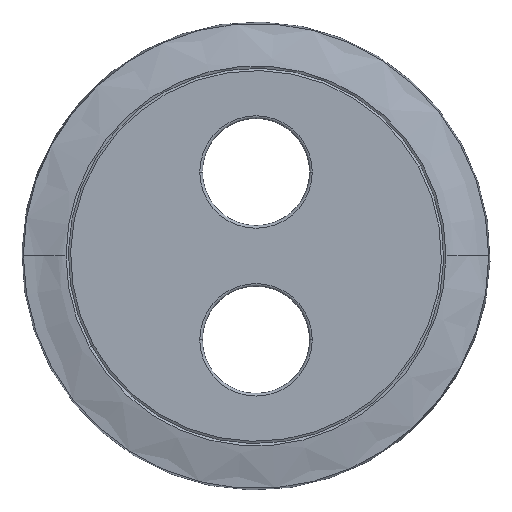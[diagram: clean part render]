
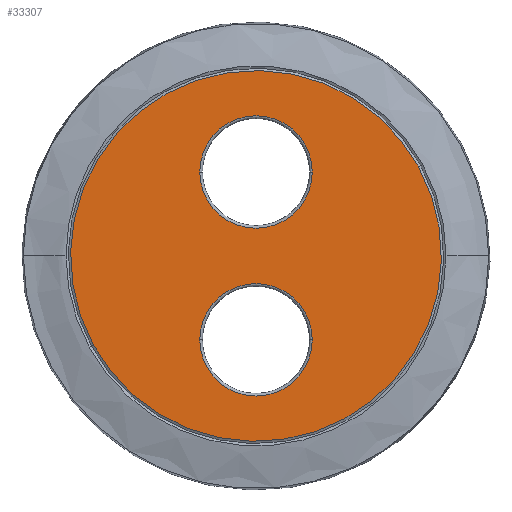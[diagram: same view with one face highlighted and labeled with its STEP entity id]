
A CAD part, top view. The second image highlights one B-rep face of the part: STEP entity #33307.
In plain terms, the highlighted planar face has unit normal (0, 0, 1).
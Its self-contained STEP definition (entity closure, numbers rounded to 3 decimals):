
#29223=AXIS2_PLACEMENT_3D('Circle Axis2P3D',#29221,#29222,$) ;
#29240=AXIS2_PLACEMENT_3D('Circle Axis2P3D',#29238,#29239,$) ;
#29271=AXIS2_PLACEMENT_3D('Circle Axis2P3D',#29269,#29270,$) ;
#29288=AXIS2_PLACEMENT_3D('Circle Axis2P3D',#29286,#29287,$) ;
#33279=AXIS2_PLACEMENT_3D('Plane Axis2P3D',#33276,#33277,#33278) ;
#33283=AXIS2_PLACEMENT_3D('Circle Axis2P3D',#33281,#33282,$) ;
#33292=AXIS2_PLACEMENT_3D('Circle Axis2P3D',#33290,#33291,$) ;
#29211=CARTESIAN_POINT('Vertex',(-6.366,-9.5,9.5)) ;
#29218=CARTESIAN_POINT('Vertex',(6.366,-9.5,9.5)) ;
#29221=CARTESIAN_POINT('Axis2P3D Location',(0.,-9.5,9.5)) ;
#29238=CARTESIAN_POINT('Axis2P3D Location',(0.,-9.5,9.5)) ;
#29259=CARTESIAN_POINT('Vertex',(-6.366,9.5,9.5)) ;
#29266=CARTESIAN_POINT('Vertex',(6.366,9.5,9.5)) ;
#29269=CARTESIAN_POINT('Axis2P3D Location',(0.,9.5,9.5)) ;
#29286=CARTESIAN_POINT('Axis2P3D Location',(0.,9.5,9.5)) ;
#33276=CARTESIAN_POINT('Axis2P3D Location',(0.,0.,9.5)) ;
#33281=CARTESIAN_POINT('Axis2P3D Location',(0.,0.,9.5)) ;
#33285=CARTESIAN_POINT('Vertex',(-18.421,-10.063,9.5)) ;
#33287=CARTESIAN_POINT('Vertex',(18.421,10.063,9.5)) ;
#33290=CARTESIAN_POINT('Axis2P3D Location',(0.,0.,9.5)) ;
#29222=DIRECTION('Axis2P3D Direction',(-0.,0.,-1.)) ;
#29239=DIRECTION('Axis2P3D Direction',(0.,0.,-1.)) ;
#29270=DIRECTION('Axis2P3D Direction',(-0.,0.,-1.)) ;
#29287=DIRECTION('Axis2P3D Direction',(0.,0.,-1.)) ;
#33277=DIRECTION('Axis2P3D Direction',(0.,0.,-1.)) ;
#33278=DIRECTION('Axis2P3D XDirection',(0.,1.,0.)) ;
#33282=DIRECTION('Axis2P3D Direction',(0.,0.,-1.)) ;
#33291=DIRECTION('Axis2P3D Direction',(0.,0.,-1.)) ;
#33296=ORIENTED_EDGE('',*,*,#33289,.F.) ;
#33297=ORIENTED_EDGE('',*,*,#33294,.F.) ;
#33300=ORIENTED_EDGE('',*,*,#29225,.T.) ;
#33301=ORIENTED_EDGE('',*,*,#29242,.T.) ;
#33304=ORIENTED_EDGE('',*,*,#29290,.T.) ;
#33305=ORIENTED_EDGE('',*,*,#29273,.T.) ;
#33302=FACE_BOUND('',#33299,.T.) ;
#33306=FACE_BOUND('',#33303,.T.) ;
#33307=ADVANCED_FACE('ED02512_A.1\\Corps principal Enjo JACK 3,5',(#33298,#33302,#33306),#33280,.F.) ;
#29224=CIRCLE('generated circle',#29223,6.366) ;
#29241=CIRCLE('generated circle',#29240,6.366) ;
#29272=CIRCLE('generated circle',#29271,6.366) ;
#29289=CIRCLE('generated circle',#29288,6.366) ;
#33284=CIRCLE('generated circle',#33283,20.99) ;
#33293=CIRCLE('generated circle',#33292,20.99) ;
#29225=EDGE_CURVE('',#29212,#29219,#29224,.T.) ;
#29242=EDGE_CURVE('',#29219,#29212,#29241,.T.) ;
#29273=EDGE_CURVE('',#29260,#29267,#29272,.T.) ;
#29290=EDGE_CURVE('',#29267,#29260,#29289,.T.) ;
#33289=EDGE_CURVE('',#33286,#33288,#33284,.T.) ;
#33294=EDGE_CURVE('',#33288,#33286,#33293,.T.) ;
#33295=EDGE_LOOP('',(#33296,#33297)) ;
#33299=EDGE_LOOP('',(#33300,#33301)) ;
#33303=EDGE_LOOP('',(#33304,#33305)) ;
#33298=FACE_OUTER_BOUND('',#33295,.T.) ;
#33280=PLANE('',#33279) ;
#29212=VERTEX_POINT('',#29211) ;
#29219=VERTEX_POINT('',#29218) ;
#29260=VERTEX_POINT('',#29259) ;
#29267=VERTEX_POINT('',#29266) ;
#33286=VERTEX_POINT('',#33285) ;
#33288=VERTEX_POINT('',#33287) ;
